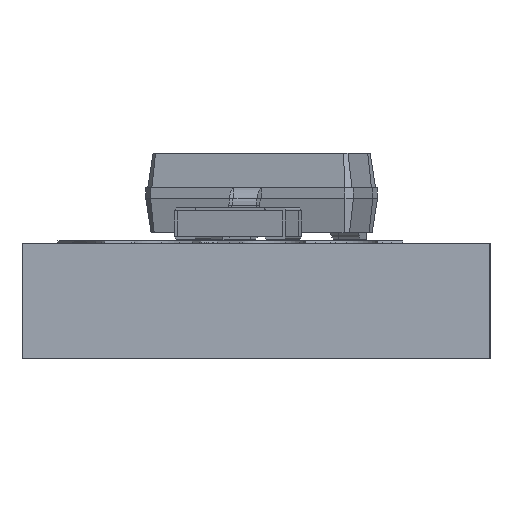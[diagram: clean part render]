
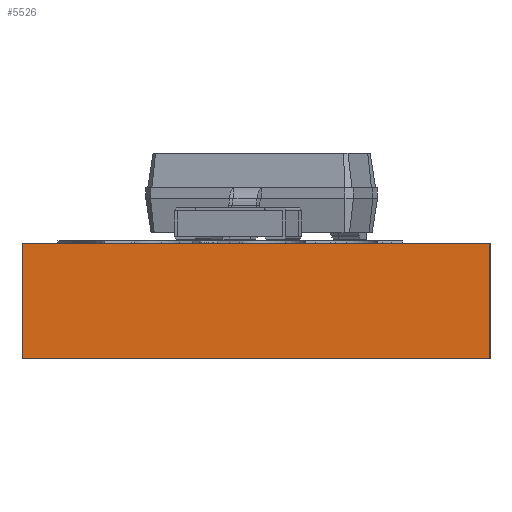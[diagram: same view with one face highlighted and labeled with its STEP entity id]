
A CAD part, left-side view. The second image highlights one B-rep face of the part: STEP entity #5526.
In plain terms, the highlighted planar face has unit normal (-1, 0, 0).
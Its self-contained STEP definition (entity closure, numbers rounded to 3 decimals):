
#5470 = VERTEX_POINT('',#5471);
#5471 = CARTESIAN_POINT('',(58.358,-112.,1.6));
#5477 = EDGE_CURVE('',#5478,#5470,#5480,.T.);
#5478 = VERTEX_POINT('',#5479);
#5479 = CARTESIAN_POINT('',(58.358,-112.,0.));
#5480 = LINE('',#5481,#5482);
#5481 = CARTESIAN_POINT('',(58.358,-112.,0.));
#5482 = VECTOR('',#5483,1.);
#5483 = DIRECTION('',(0.,0.,1.));
#5526 = ADVANCED_FACE('',(#5527),#5552,.T.);
#5527 = FACE_BOUND('',#5528,.T.);
#5528 = EDGE_LOOP('',(#5529,#5530,#5538,#5546));
#5529 = ORIENTED_EDGE('',*,*,#5477,.T.);
#5530 = ORIENTED_EDGE('',*,*,#5531,.T.);
#5531 = EDGE_CURVE('',#5470,#5532,#5534,.T.);
#5532 = VERTEX_POINT('',#5533);
#5533 = CARTESIAN_POINT('',(58.358,-105.5,1.6));
#5534 = LINE('',#5535,#5536);
#5535 = CARTESIAN_POINT('',(58.358,-112.,1.6));
#5536 = VECTOR('',#5537,1.);
#5537 = DIRECTION('',(0.,1.,0.));
#5538 = ORIENTED_EDGE('',*,*,#5539,.F.);
#5539 = EDGE_CURVE('',#5540,#5532,#5542,.T.);
#5540 = VERTEX_POINT('',#5541);
#5541 = CARTESIAN_POINT('',(58.358,-105.5,0.));
#5542 = LINE('',#5543,#5544);
#5543 = CARTESIAN_POINT('',(58.358,-105.5,0.));
#5544 = VECTOR('',#5545,1.);
#5545 = DIRECTION('',(0.,0.,1.));
#5546 = ORIENTED_EDGE('',*,*,#5547,.F.);
#5547 = EDGE_CURVE('',#5478,#5540,#5548,.T.);
#5548 = LINE('',#5549,#5550);
#5549 = CARTESIAN_POINT('',(58.358,-112.,0.));
#5550 = VECTOR('',#5551,1.);
#5551 = DIRECTION('',(0.,1.,0.));
#5552 = PLANE('',#5553);
#5553 = AXIS2_PLACEMENT_3D('',#5554,#5555,#5556);
#5554 = CARTESIAN_POINT('',(58.358,-112.,0.));
#5555 = DIRECTION('',(-1.,0.,0.));
#5556 = DIRECTION('',(0.,1.,0.));
